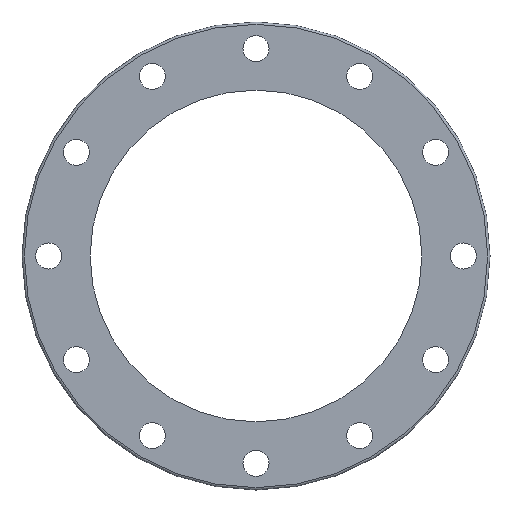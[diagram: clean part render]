
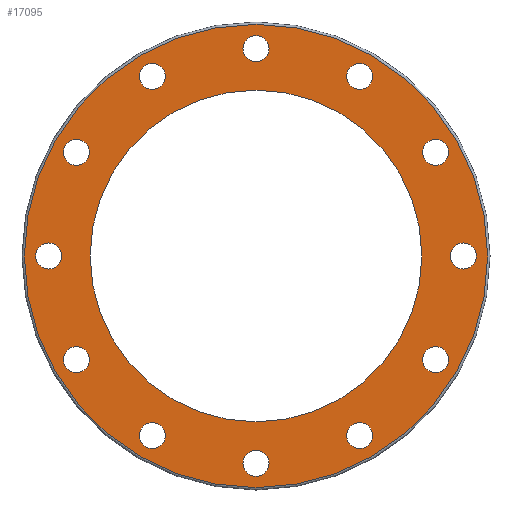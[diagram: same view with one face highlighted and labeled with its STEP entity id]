
A CAD part, front view. The second image highlights one B-rep face of the part: STEP entity #17095.
In plain terms, the highlighted planar face has unit normal (0, -1, 0).
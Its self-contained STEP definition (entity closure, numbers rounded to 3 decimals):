
#78=FACE_BOUND('',#4763,.T.);
#79=FACE_BOUND('',#4764,.T.);
#80=FACE_BOUND('',#4765,.T.);
#81=FACE_BOUND('',#4766,.T.);
#82=FACE_BOUND('',#4767,.T.);
#83=FACE_BOUND('',#4768,.T.);
#84=FACE_BOUND('',#4769,.T.);
#85=FACE_BOUND('',#4770,.T.);
#86=FACE_BOUND('',#4771,.T.);
#87=FACE_BOUND('',#4772,.T.);
#88=FACE_BOUND('',#4773,.T.);
#89=FACE_BOUND('',#4774,.T.);
#90=FACE_BOUND('',#4775,.T.);
#202=PLANE('',#20256);
#3483=FACE_OUTER_BOUND('',#4762,.T.);
#4762=EDGE_LOOP('',(#15659));
#4763=EDGE_LOOP('',(#15660));
#4764=EDGE_LOOP('',(#15661));
#4765=EDGE_LOOP('',(#15662));
#4766=EDGE_LOOP('',(#15663));
#4767=EDGE_LOOP('',(#15664));
#4768=EDGE_LOOP('',(#15665));
#4769=EDGE_LOOP('',(#15666));
#4770=EDGE_LOOP('',(#15667));
#4771=EDGE_LOOP('',(#15668));
#4772=EDGE_LOOP('',(#15669));
#4773=EDGE_LOOP('',(#15670));
#4774=EDGE_LOOP('',(#15671));
#4775=EDGE_LOOP('',(#15672));
#6738=CIRCLE('',#20254,195.5);
#6740=CIRCLE('',#20257,140.);
#6741=CIRCLE('',#20258,11.);
#6742=CIRCLE('',#20259,11.);
#6743=CIRCLE('',#20260,11.);
#6744=CIRCLE('',#20261,11.);
#6745=CIRCLE('',#20262,11.);
#6746=CIRCLE('',#20263,11.);
#6747=CIRCLE('',#20264,11.);
#6748=CIRCLE('',#20265,11.);
#6749=CIRCLE('',#20266,11.);
#6750=CIRCLE('',#20267,11.);
#6751=CIRCLE('',#20268,11.);
#6752=CIRCLE('',#20269,11.);
#8111=VERTEX_POINT('',#32265);
#8113=VERTEX_POINT('',#32270);
#8114=VERTEX_POINT('',#32272);
#8115=VERTEX_POINT('',#32274);
#8116=VERTEX_POINT('',#32276);
#8117=VERTEX_POINT('',#32278);
#8118=VERTEX_POINT('',#32280);
#8119=VERTEX_POINT('',#32282);
#8120=VERTEX_POINT('',#32284);
#8121=VERTEX_POINT('',#32286);
#8122=VERTEX_POINT('',#32288);
#8123=VERTEX_POINT('',#32290);
#8124=VERTEX_POINT('',#32292);
#8125=VERTEX_POINT('',#32294);
#10636=EDGE_CURVE('',#8111,#8111,#6738,.T.);
#10638=EDGE_CURVE('',#8113,#8113,#6740,.T.);
#10639=EDGE_CURVE('',#8114,#8114,#6741,.T.);
#10640=EDGE_CURVE('',#8115,#8115,#6742,.T.);
#10641=EDGE_CURVE('',#8116,#8116,#6743,.T.);
#10642=EDGE_CURVE('',#8117,#8117,#6744,.T.);
#10643=EDGE_CURVE('',#8118,#8118,#6745,.T.);
#10644=EDGE_CURVE('',#8119,#8119,#6746,.T.);
#10645=EDGE_CURVE('',#8120,#8120,#6747,.T.);
#10646=EDGE_CURVE('',#8121,#8121,#6748,.T.);
#10647=EDGE_CURVE('',#8122,#8122,#6749,.T.);
#10648=EDGE_CURVE('',#8123,#8123,#6750,.T.);
#10649=EDGE_CURVE('',#8124,#8124,#6751,.T.);
#10650=EDGE_CURVE('',#8125,#8125,#6752,.T.);
#15659=ORIENTED_EDGE('',*,*,#10636,.F.);
#15660=ORIENTED_EDGE('',*,*,#10638,.T.);
#15661=ORIENTED_EDGE('',*,*,#10639,.T.);
#15662=ORIENTED_EDGE('',*,*,#10640,.T.);
#15663=ORIENTED_EDGE('',*,*,#10641,.T.);
#15664=ORIENTED_EDGE('',*,*,#10642,.T.);
#15665=ORIENTED_EDGE('',*,*,#10643,.T.);
#15666=ORIENTED_EDGE('',*,*,#10644,.T.);
#15667=ORIENTED_EDGE('',*,*,#10645,.T.);
#15668=ORIENTED_EDGE('',*,*,#10646,.T.);
#15669=ORIENTED_EDGE('',*,*,#10647,.T.);
#15670=ORIENTED_EDGE('',*,*,#10648,.T.);
#15671=ORIENTED_EDGE('',*,*,#10649,.T.);
#15672=ORIENTED_EDGE('',*,*,#10650,.T.);
#17095=ADVANCED_FACE('',(#3483,#78,#79,#80,#81,#82,#83,#84,#85,#86,#87,
#88,#89,#90),#202,.T.);
#20254=AXIS2_PLACEMENT_3D('',#32266,#27134,#27135);
#20256=AXIS2_PLACEMENT_3D('',#32269,#27138,#27139);
#20257=AXIS2_PLACEMENT_3D('',#32271,#27140,#27141);
#20258=AXIS2_PLACEMENT_3D('',#32273,#27142,#27143);
#20259=AXIS2_PLACEMENT_3D('',#32275,#27144,#27145);
#20260=AXIS2_PLACEMENT_3D('',#32277,#27146,#27147);
#20261=AXIS2_PLACEMENT_3D('',#32279,#27148,#27149);
#20262=AXIS2_PLACEMENT_3D('',#32281,#27150,#27151);
#20263=AXIS2_PLACEMENT_3D('',#32283,#27152,#27153);
#20264=AXIS2_PLACEMENT_3D('',#32285,#27154,#27155);
#20265=AXIS2_PLACEMENT_3D('',#32287,#27156,#27157);
#20266=AXIS2_PLACEMENT_3D('',#32289,#27158,#27159);
#20267=AXIS2_PLACEMENT_3D('',#32291,#27160,#27161);
#20268=AXIS2_PLACEMENT_3D('',#32293,#27162,#27163);
#20269=AXIS2_PLACEMENT_3D('',#32295,#27164,#27165);
#27134=DIRECTION('center_axis',(0.,1.,0.));
#27135=DIRECTION('ref_axis',(1.,0.,0.));
#27138=DIRECTION('center_axis',(0.,-1.,0.));
#27139=DIRECTION('ref_axis',(0.,0.,-1.));
#27140=DIRECTION('center_axis',(0.,1.,0.));
#27141=DIRECTION('ref_axis',(1.,0.,0.));
#27142=DIRECTION('center_axis',(0.,1.,0.));
#27143=DIRECTION('ref_axis',(1.,0.,0.));
#27144=DIRECTION('center_axis',(0.,1.,0.));
#27145=DIRECTION('ref_axis',(0.866,0.,-0.5));
#27146=DIRECTION('center_axis',(0.,1.,0.));
#27147=DIRECTION('ref_axis',(0.5,0.,-0.866));
#27148=DIRECTION('center_axis',(0.,1.,0.));
#27149=DIRECTION('ref_axis',(0.,0.,-1.));
#27150=DIRECTION('center_axis',(0.,1.,0.));
#27151=DIRECTION('ref_axis',(-0.5,0.,-0.866));
#27152=DIRECTION('center_axis',(0.,1.,0.));
#27153=DIRECTION('ref_axis',(-0.866,0.,-0.5));
#27154=DIRECTION('center_axis',(0.,1.,0.));
#27155=DIRECTION('ref_axis',(-1.,0.,0.));
#27156=DIRECTION('center_axis',(0.,1.,0.));
#27157=DIRECTION('ref_axis',(-0.866,0.,0.5));
#27158=DIRECTION('center_axis',(0.,1.,0.));
#27159=DIRECTION('ref_axis',(-0.5,0.,0.866));
#27160=DIRECTION('center_axis',(0.,1.,0.));
#27161=DIRECTION('ref_axis',(0.,0.,1.));
#27162=DIRECTION('center_axis',(0.,1.,0.));
#27163=DIRECTION('ref_axis',(0.5,0.,0.866));
#27164=DIRECTION('center_axis',(0.,1.,0.));
#27165=DIRECTION('ref_axis',(0.866,0.,0.5));
#32265=CARTESIAN_POINT('',(-195.5,0.,0.));
#32266=CARTESIAN_POINT('Origin',(0.,0.,0.));
#32269=CARTESIAN_POINT('Origin',(-197.5,0.,0.));
#32270=CARTESIAN_POINT('',(-140.,0.,0.));
#32271=CARTESIAN_POINT('Origin',(0.,0.,0.));
#32272=CARTESIAN_POINT('',(-11.,0.,-175.));
#32273=CARTESIAN_POINT('Origin',(0.,0.,-175.));
#32274=CARTESIAN_POINT('',(-97.026,0.,-146.054));
#32275=CARTESIAN_POINT('Origin',(-87.5,0.,-151.554));
#32276=CARTESIAN_POINT('',(-157.054,0.,-77.974));
#32277=CARTESIAN_POINT('Origin',(-151.554,0.,-87.5));
#32278=CARTESIAN_POINT('',(-175.,0.,11.));
#32279=CARTESIAN_POINT('Origin',(-175.,0.,0.));
#32280=CARTESIAN_POINT('',(-146.054,0.,97.026));
#32281=CARTESIAN_POINT('Origin',(-151.554,0.,87.5));
#32282=CARTESIAN_POINT('',(-77.974,0.,157.054));
#32283=CARTESIAN_POINT('Origin',(-87.5,0.,151.554));
#32284=CARTESIAN_POINT('',(11.,0.,175.));
#32285=CARTESIAN_POINT('Origin',(0.,0.,175.));
#32286=CARTESIAN_POINT('',(97.026,0.,146.054));
#32287=CARTESIAN_POINT('Origin',(87.5,0.,151.554));
#32288=CARTESIAN_POINT('',(157.054,0.,77.974));
#32289=CARTESIAN_POINT('Origin',(151.554,0.,87.5));
#32290=CARTESIAN_POINT('',(175.,0.,-11.));
#32291=CARTESIAN_POINT('Origin',(175.,0.,0.));
#32292=CARTESIAN_POINT('',(146.054,0.,-97.026));
#32293=CARTESIAN_POINT('Origin',(151.554,0.,-87.5));
#32294=CARTESIAN_POINT('',(77.974,0.,-157.054));
#32295=CARTESIAN_POINT('Origin',(87.5,0.,-151.554));
